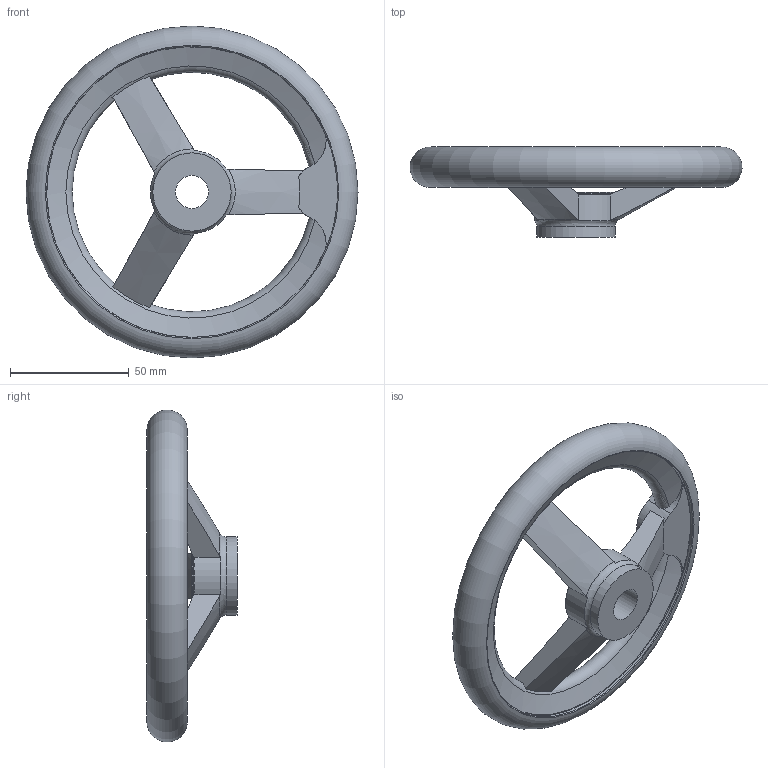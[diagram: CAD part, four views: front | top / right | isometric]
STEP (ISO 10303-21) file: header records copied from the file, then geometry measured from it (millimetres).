
FILE_DESCRIPTION( ( 'STEP AP214' ), '1' );
FILE_NAME( 'K0671.0140X14.stp', '2020-12-09T10:58:15', ( '' ), ( '' ), ' ', 'PARTsolutions', ' ' );
FILE_SCHEMA( ( 'AUTOMOTIVE_DESIGN { 1 0 10303 214 1 1 1 1 }' ) );
Length unit declared in the file: millimetre
Products named in the file (1): _K0671.0140X14
Bounding box: 139.96 x 37.99 x 139.96 mm (x, y, z)
Volume: 117360.4 mm3; surface area: 31867.8 mm2
Topology: 1 solids, 1 shells, 39 faces, 114 edges, 73 vertices
Faces by surface type: cylinder 13, plane 10, torus 10, cone 6
Full cylindrical faces by diameter (mm): 14 x1, 33 x2, 123 x2
Entity records: 1884 total; most frequent: CARTESIAN_POINT 632, ORIENTED_EDGE 194, DIRECTION 176, EDGE_CURVE 97, AXIS2_PLACEMENT_3D 82, VERTEX_POINT 70, EDGE_LOOP 56, FACE_OUTER_BOUND 51
